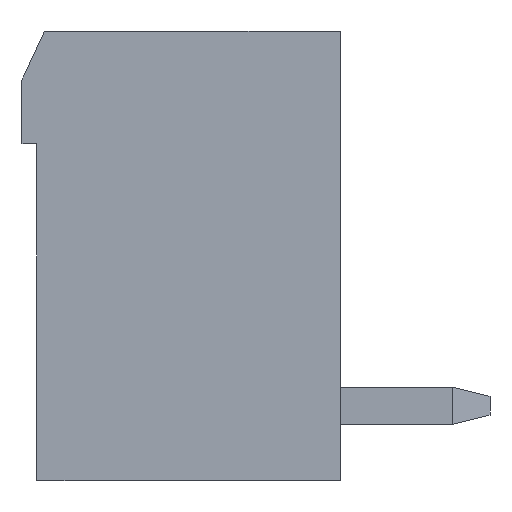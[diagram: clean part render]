
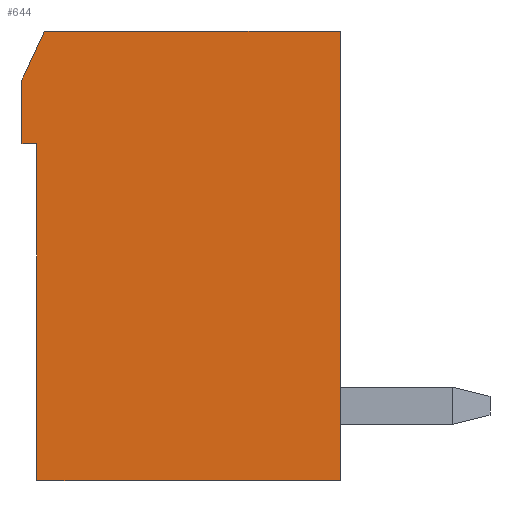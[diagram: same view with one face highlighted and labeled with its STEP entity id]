
A CAD part, left-side view. The second image highlights one B-rep face of the part: STEP entity #644.
In plain terms, the highlighted planar face has unit normal (-1, 0, 0).
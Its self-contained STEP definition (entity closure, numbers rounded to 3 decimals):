
#644 = ADVANCED_FACE( '', ( #1316 ), #1317, .F. );
#1316 = FACE_OUTER_BOUND( '', #2025, .T. );
#1317 = PLANE( '', #2026 );
#2025 = EDGE_LOOP( '', ( #3629, #3630, #3631, #3632, #3633, #3634, #3635 ) );
#2026 = AXIS2_PLACEMENT_3D( '', #3636, #3637, #3638 );
#3629 = ORIENTED_EDGE( '', *, *, #4952, .F. );
#3630 = ORIENTED_EDGE( '', *, *, #4674, .F. );
#3631 = ORIENTED_EDGE( '', *, *, #4976, .F. );
#3632 = ORIENTED_EDGE( '', *, *, #4433, .F. );
#3633 = ORIENTED_EDGE( '', *, *, #4977, .F. );
#3634 = ORIENTED_EDGE( '', *, *, #4340, .F. );
#3635 = ORIENTED_EDGE( '', *, *, #4978, .F. );
#3636 = CARTESIAN_POINT( '', ( -15., 0., 0. ) );
#3637 = DIRECTION( '', ( 1., 0., 0. ) );
#3638 = DIRECTION( '', ( 0., 0., -1. ) );
#4340 = EDGE_CURVE( '', #5179, #5181, #5182, .T. );
#4433 = EDGE_CURVE( '', #5350, #5346, #5352, .T. );
#4674 = EDGE_CURVE( '', #5736, #5738, #5739, .T. );
#4952 = EDGE_CURVE( '', #5738, #6133, #6134, .T. );
#4976 = EDGE_CURVE( '', #5346, #5736, #6161, .T. );
#4977 = EDGE_CURVE( '', #5181, #5350, #6162, .T. );
#4978 = EDGE_CURVE( '', #6133, #5179, #6163, .T. );
#5179 = VERTEX_POINT( '', #6411 );
#5181 = VERTEX_POINT( '', #6414 );
#5182 = LINE( '', #6415, #6416 );
#5346 = VERTEX_POINT( '', #6652 );
#5350 = VERTEX_POINT( '', #6658 );
#5352 = LINE( '', #6661, #6662 );
#5736 = VERTEX_POINT( '', #7380 );
#5738 = VERTEX_POINT( '', #7383 );
#5739 = LINE( '', #7384, #7385 );
#6133 = VERTEX_POINT( '', #8041 );
#6134 = LINE( '', #8042, #8043 );
#6161 = LINE( '', #8082, #8083 );
#6162 = LINE( '', #8084, #8085 );
#6163 = LINE( '', #8086, #8087 );
#6411 = CARTESIAN_POINT( '', ( -15., -4.25, -6. ) );
#6414 = CARTESIAN_POINT( '', ( -15., 3.85, -6. ) );
#6415 = CARTESIAN_POINT( '', ( -15., -4.25, -6. ) );
#6416 = VECTOR( '', #8341, 1000. );
#6652 = CARTESIAN_POINT( '', ( -15., 4.25, 3. ) );
#6658 = CARTESIAN_POINT( '', ( -15., 3.85, 3. ) );
#6661 = CARTESIAN_POINT( '', ( -15., 3.85, 3. ) );
#6662 = VECTOR( '', #8429, 1000. );
#7380 = CARTESIAN_POINT( '', ( -15., 4.25, 4.7 ) );
#7383 = CARTESIAN_POINT( '', ( -15., 3.65, 6. ) );
#7384 = CARTESIAN_POINT( '', ( -15., 4.25, 4.7 ) );
#7385 = VECTOR( '', #8639, 1000. );
#8041 = CARTESIAN_POINT( '', ( -15., -4.25, 6. ) );
#8042 = CARTESIAN_POINT( '', ( -15., 3.65, 6. ) );
#8043 = VECTOR( '', #8878, 1000. );
#8082 = CARTESIAN_POINT( '', ( -15., 4.25, 3. ) );
#8083 = VECTOR( '', #8897, 1000. );
#8084 = CARTESIAN_POINT( '', ( -15., 3.85, -6. ) );
#8085 = VECTOR( '', #8898, 1000. );
#8086 = CARTESIAN_POINT( '', ( -15., -4.25, 6. ) );
#8087 = VECTOR( '', #8899, 1000. );
#8341 = DIRECTION( '', ( 0., 1., 0. ) );
#8429 = DIRECTION( '', ( 0., 1., 0. ) );
#8639 = DIRECTION( '', ( 0., -0.419, 0.908 ) );
#8878 = DIRECTION( '', ( 0., -1., 0. ) );
#8897 = DIRECTION( '', ( 0., 0., 1. ) );
#8898 = DIRECTION( '', ( 0., 0., 1. ) );
#8899 = DIRECTION( '', ( 0., 0., -1. ) );
